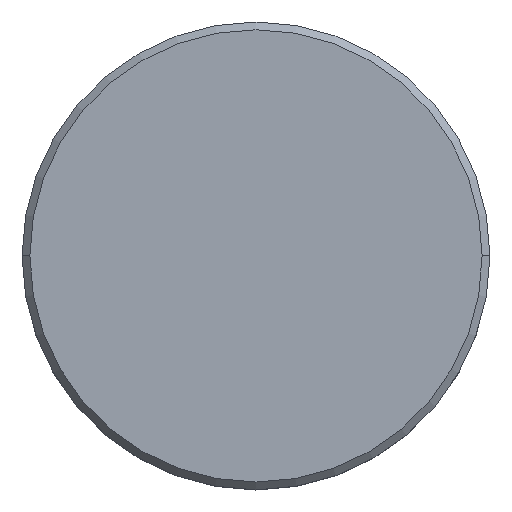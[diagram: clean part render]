
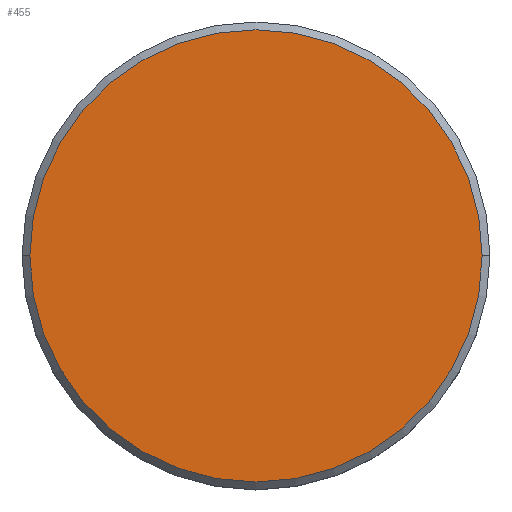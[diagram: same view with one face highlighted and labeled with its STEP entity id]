
A CAD part, top view. The second image highlights one B-rep face of the part: STEP entity #455.
In plain terms, the highlighted planar face has unit normal (0, 0, 1).
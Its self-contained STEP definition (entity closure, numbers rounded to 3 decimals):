
#6 = EDGE_CURVE ( 'NONE', #70, #556, #569, .T. ) ;
#26 = PLANE ( 'NONE',  #83 ) ;
#70 = VERTEX_POINT ( 'NONE', #235 ) ;
#71 = DIRECTION ( 'NONE',  ( 0., 0., 1. ) ) ;
#83 = AXIS2_PLACEMENT_3D ( 'NONE', #114, #484, #346 ) ;
#111 = CARTESIAN_POINT ( 'NONE',  ( 14.5, 0., 0. ) ) ;
#112 = DIRECTION ( 'NONE',  ( 0., 0., 1. ) ) ;
#113 = ORIENTED_EDGE ( 'NONE', *, *, #6, .T. ) ;
#114 = CARTESIAN_POINT ( 'NONE',  ( 0., 0., 0. ) ) ;
#146 = CIRCLE ( 'NONE', #403, 14.5 ) ;
#165 = CARTESIAN_POINT ( 'NONE',  ( 0., 0., 0. ) ) ;
#171 = EDGE_LOOP ( 'NONE', ( #113, #201 ) ) ;
#201 = ORIENTED_EDGE ( 'NONE', *, *, #506, .T. ) ;
#207 = DIRECTION ( 'NONE',  ( 1., 0., 0. ) ) ;
#235 = CARTESIAN_POINT ( 'NONE',  ( -14.5, 0., 0. ) ) ;
#346 = DIRECTION ( 'NONE',  ( 1., 0., 0. ) ) ;
#387 = AXIS2_PLACEMENT_3D ( 'NONE', #497, #112, #392 ) ;
#392 = DIRECTION ( 'NONE',  ( 1., 0., 0. ) ) ;
#399 = FACE_OUTER_BOUND ( 'NONE', #171, .T. ) ;
#403 = AXIS2_PLACEMENT_3D ( 'NONE', #165, #71, #207 ) ;
#455 = ADVANCED_FACE ( 'NONE', ( #399 ), #26, .T. ) ;
#484 = DIRECTION ( 'NONE',  ( 0., 0., 1. ) ) ;
#497 = CARTESIAN_POINT ( 'NONE',  ( 0., 0., 0. ) ) ;
#506 = EDGE_CURVE ( 'NONE', #556, #70, #146, .T. ) ;
#556 = VERTEX_POINT ( 'NONE', #111 ) ;
#569 = CIRCLE ( 'NONE', #387, 14.5 ) ;
